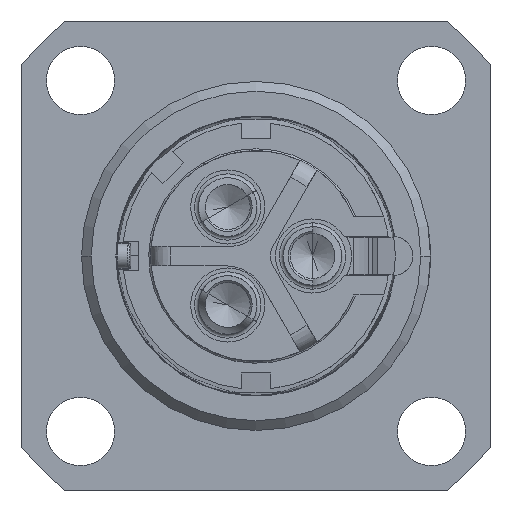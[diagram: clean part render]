
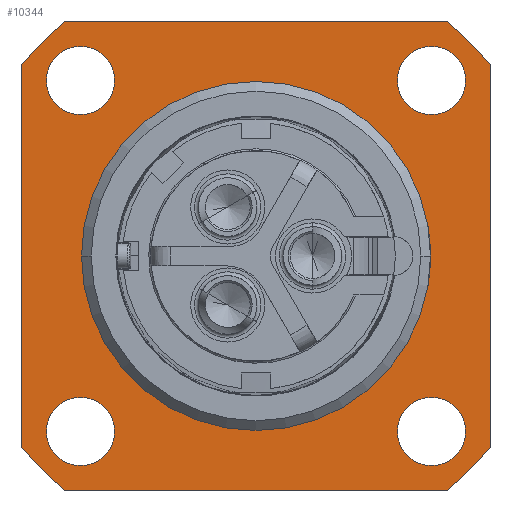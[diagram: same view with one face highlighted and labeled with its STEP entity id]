
A CAD part, left-side view. The second image highlights one B-rep face of the part: STEP entity #10344.
In plain terms, the highlighted planar face has unit normal (-1, 0, 0).
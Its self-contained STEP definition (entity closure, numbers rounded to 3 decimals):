
#2643=DIRECTION('',(0.,0.,-1.));
#2644=VECTOR('',#2643,19.621);
#2645=CARTESIAN_POINT('',(-1.7,-12.,9.811));
#2646=LINE('4429',#2645,#2644);
#2647=CARTESIAN_POINT('',(-1.7,0.,0.));
#2648=DIRECTION('',(1.,0.,0.));
#2649=DIRECTION('',(0.,-0.774,-0.633));
#2650=AXIS2_PLACEMENT_3D('',#2647,#2648,#2649);
#2652=DIRECTION('',(0.,1.,0.));
#2653=VECTOR('',#2652,19.621);
#2654=CARTESIAN_POINT('',(-1.7,-9.811,-12.));
#2655=LINE('4431',#2654,#2653);
#2656=CARTESIAN_POINT('',(-1.7,0.,0.));
#2657=DIRECTION('',(1.,0.,0.));
#2658=DIRECTION('',(0.,0.633,-0.774));
#2659=AXIS2_PLACEMENT_3D('',#2656,#2657,#2658);
#2661=DIRECTION('',(0.,0.,1.));
#2662=VECTOR('',#2661,19.621);
#2663=CARTESIAN_POINT('',(-1.7,12.,-9.811));
#2664=LINE('4433',#2663,#2662);
#2665=CARTESIAN_POINT('',(-1.7,0.,0.));
#2666=DIRECTION('',(1.,0.,0.));
#2667=DIRECTION('',(0.,0.774,0.633));
#2668=AXIS2_PLACEMENT_3D('',#2665,#2666,#2667);
#2670=DIRECTION('',(0.,-1.,0.));
#2671=VECTOR('',#2670,19.621);
#2672=CARTESIAN_POINT('',(-1.7,9.811,12.));
#2673=LINE('4435',#2672,#2671);
#2674=CARTESIAN_POINT('',(-1.7,0.,0.));
#2675=DIRECTION('',(1.,0.,0.));
#2676=DIRECTION('',(0.,-0.633,0.774));
#2677=AXIS2_PLACEMENT_3D('',#2674,#2675,#2676);
#2679=CARTESIAN_POINT('',(-1.7,9.,9.));
#2680=DIRECTION('',(-1.,0.,0.));
#2681=DIRECTION('',(0.,0.,-1.));
#2682=AXIS2_PLACEMENT_3D('',#2679,#2680,#2681);
#2684=CARTESIAN_POINT('',(-1.7,9.,9.));
#2685=DIRECTION('',(-1.,0.,0.));
#2686=DIRECTION('',(0.,0.,1.));
#2687=AXIS2_PLACEMENT_3D('',#2684,#2685,#2686);
#2689=CARTESIAN_POINT('',(-1.7,9.,-9.));
#2690=DIRECTION('',(-1.,0.,0.));
#2691=DIRECTION('',(0.,0.,-1.));
#2692=AXIS2_PLACEMENT_3D('',#2689,#2690,#2691);
#2694=CARTESIAN_POINT('',(-1.7,9.,-9.));
#2695=DIRECTION('',(-1.,0.,0.));
#2696=DIRECTION('',(0.,0.,1.));
#2697=AXIS2_PLACEMENT_3D('',#2694,#2695,#2696);
#2699=CARTESIAN_POINT('',(-1.7,-9.,-9.));
#2700=DIRECTION('',(-1.,0.,0.));
#2701=DIRECTION('',(0.,0.,-1.));
#2702=AXIS2_PLACEMENT_3D('',#2699,#2700,#2701);
#2704=CARTESIAN_POINT('',(-1.7,-9.,-9.));
#2705=DIRECTION('',(-1.,0.,0.));
#2706=DIRECTION('',(0.,0.,1.));
#2707=AXIS2_PLACEMENT_3D('',#2704,#2705,#2706);
#2709=CARTESIAN_POINT('',(-1.7,-9.,9.));
#2710=DIRECTION('',(-1.,0.,0.));
#2711=DIRECTION('',(0.,0.,-1.));
#2712=AXIS2_PLACEMENT_3D('',#2709,#2710,#2711);
#2714=CARTESIAN_POINT('',(-1.7,-9.,9.));
#2715=DIRECTION('',(-1.,0.,0.));
#2716=DIRECTION('',(0.,0.,1.));
#2717=AXIS2_PLACEMENT_3D('',#2714,#2715,#2716);
#2719=CARTESIAN_POINT('',(-1.7,0.,0.));
#2720=DIRECTION('',(-1.,0.,0.));
#2721=DIRECTION('',(0.,-1.,0.));
#2722=AXIS2_PLACEMENT_3D('',#2719,#2720,#2721);
#2724=CARTESIAN_POINT('',(-1.7,0.,0.));
#2725=DIRECTION('',(-1.,0.,0.));
#2726=DIRECTION('',(0.,1.,0.));
#2727=AXIS2_PLACEMENT_3D('',#2724,#2725,#2726);
#5908=CARTESIAN_POINT('',(-1.7,-8.95,0.));
#5909=VERTEX_POINT('',#5908);
#5910=CARTESIAN_POINT('',(-1.7,8.95,0.));
#5911=VERTEX_POINT('',#5910);
#6022=CARTESIAN_POINT('',(-1.7,-12.,9.811));
#6023=CARTESIAN_POINT('',(-1.7,-12.,-9.811));
#6024=VERTEX_POINT('',#6022);
#6025=VERTEX_POINT('',#6023);
#6026=CARTESIAN_POINT('',(-1.7,-9.811,-12.));
#6027=VERTEX_POINT('',#6026);
#6028=CARTESIAN_POINT('',(-1.7,9.811,-12.));
#6029=VERTEX_POINT('',#6028);
#6030=CARTESIAN_POINT('',(-1.7,12.,-9.811));
#6031=VERTEX_POINT('',#6030);
#6032=CARTESIAN_POINT('',(-1.7,12.,9.811));
#6033=VERTEX_POINT('',#6032);
#6034=CARTESIAN_POINT('',(-1.7,9.811,12.));
#6035=VERTEX_POINT('',#6034);
#6036=CARTESIAN_POINT('',(-1.7,-9.811,12.));
#6037=VERTEX_POINT('',#6036);
#6038=CARTESIAN_POINT('',(-1.7,9.,7.25));
#6039=CARTESIAN_POINT('',(-1.7,9.,10.75));
#6040=VERTEX_POINT('',#6038);
#6041=VERTEX_POINT('',#6039);
#6042=CARTESIAN_POINT('',(-1.7,9.,-10.75));
#6043=CARTESIAN_POINT('',(-1.7,9.,-7.25));
#6044=VERTEX_POINT('',#6042);
#6045=VERTEX_POINT('',#6043);
#6046=CARTESIAN_POINT('',(-1.7,-9.,-10.75));
#6047=CARTESIAN_POINT('',(-1.7,-9.,-7.25));
#6048=VERTEX_POINT('',#6046);
#6049=VERTEX_POINT('',#6047);
#6050=CARTESIAN_POINT('',(-1.7,-9.,7.25));
#6051=CARTESIAN_POINT('',(-1.7,-9.,10.75));
#6052=VERTEX_POINT('',#6050);
#6053=VERTEX_POINT('',#6051);
#10293=CARTESIAN_POINT('',(-1.7,0.,0.));
#10294=DIRECTION('',(1.,0.,0.));
#10295=DIRECTION('',(0.,0.,-1.));
#10296=AXIS2_PLACEMENT_3D('',#10293,#10294,#10295);
#10297=PLANE('5198',#10296);
#10299=ORIENTED_EDGE('4429',*,*,#10298,.T.);
#10301=ORIENTED_EDGE('4430',*,*,#10300,.T.);
#10303=ORIENTED_EDGE('4431',*,*,#10302,.T.);
#10305=ORIENTED_EDGE('4432',*,*,#10304,.T.);
#10307=ORIENTED_EDGE('4433',*,*,#10306,.T.);
#10309=ORIENTED_EDGE('4434',*,*,#10308,.T.);
#10311=ORIENTED_EDGE('4435',*,*,#10310,.T.);
#10313=ORIENTED_EDGE('4436',*,*,#10312,.T.);
#10314=EDGE_LOOP('5198',(#10299,#10301,#10303,#10305,#10307,#10309,#10311,
#10313));
#10315=FACE_OUTER_BOUND('5198',#10314,.F.);
#10317=ORIENTED_EDGE('4437',*,*,#10316,.T.);
#10319=ORIENTED_EDGE('4438',*,*,#10318,.T.);
#10320=EDGE_LOOP('5198',(#10317,#10319));
#10321=FACE_BOUND('5198',#10320,.F.);
#10323=ORIENTED_EDGE('4439',*,*,#10322,.T.);
#10325=ORIENTED_EDGE('4440',*,*,#10324,.T.);
#10326=EDGE_LOOP('5198',(#10323,#10325));
#10327=FACE_BOUND('5198',#10326,.F.);
#10329=ORIENTED_EDGE('4441',*,*,#10328,.T.);
#10331=ORIENTED_EDGE('4442',*,*,#10330,.T.);
#10332=EDGE_LOOP('5198',(#10329,#10331));
#10333=FACE_BOUND('5198',#10332,.F.);
#10335=ORIENTED_EDGE('4443',*,*,#10334,.T.);
#10337=ORIENTED_EDGE('4444',*,*,#10336,.T.);
#10338=EDGE_LOOP('5198',(#10335,#10337));
#10339=FACE_BOUND('5198',#10338,.F.);
#10340=ORIENTED_EDGE('4337',*,*,#9535,.T.);
#10341=ORIENTED_EDGE('4328',*,*,#9481,.T.);
#10342=EDGE_LOOP('5198',(#10340,#10341));
#10343=FACE_BOUND('5198',#10342,.F.);
#2651=CIRCLE('4430',#2650,15.5);
#2660=CIRCLE('4432',#2659,15.5);
#2669=CIRCLE('4434',#2668,15.5);
#2678=CIRCLE('4436',#2677,15.5);
#2683=CIRCLE('4437',#2682,1.75);
#2688=CIRCLE('4438',#2687,1.75);
#2693=CIRCLE('4439',#2692,1.75);
#2698=CIRCLE('4440',#2697,1.75);
#2703=CIRCLE('4441',#2702,1.75);
#2708=CIRCLE('4442',#2707,1.75);
#2713=CIRCLE('4443',#2712,1.75);
#2718=CIRCLE('4444',#2717,1.75);
#2723=CIRCLE('4337',#2722,8.95);
#2728=CIRCLE('4328',#2727,8.95);
#9481=EDGE_CURVE('4328',#5911,#5909,#2728,.T.);
#9535=EDGE_CURVE('4337',#5909,#5911,#2723,.T.);
#10298=EDGE_CURVE('4429',#6024,#6025,#2646,.T.);
#10300=EDGE_CURVE('4430',#6025,#6027,#2651,.T.);
#10302=EDGE_CURVE('4431',#6027,#6029,#2655,.T.);
#10304=EDGE_CURVE('4432',#6029,#6031,#2660,.T.);
#10306=EDGE_CURVE('4433',#6031,#6033,#2664,.T.);
#10308=EDGE_CURVE('4434',#6033,#6035,#2669,.T.);
#10310=EDGE_CURVE('4435',#6035,#6037,#2673,.T.);
#10312=EDGE_CURVE('4436',#6037,#6024,#2678,.T.);
#10316=EDGE_CURVE('4437',#6040,#6041,#2683,.T.);
#10318=EDGE_CURVE('4438',#6041,#6040,#2688,.T.);
#10322=EDGE_CURVE('4439',#6044,#6045,#2693,.T.);
#10324=EDGE_CURVE('4440',#6045,#6044,#2698,.T.);
#10328=EDGE_CURVE('4441',#6048,#6049,#2703,.T.);
#10330=EDGE_CURVE('4442',#6049,#6048,#2708,.T.);
#10334=EDGE_CURVE('4443',#6052,#6053,#2713,.T.);
#10336=EDGE_CURVE('4444',#6053,#6052,#2718,.T.);
#10344=ADVANCED_FACE('5198',(#10315,#10321,#10327,#10333,#10339,#10343),#10297,
.F.);
